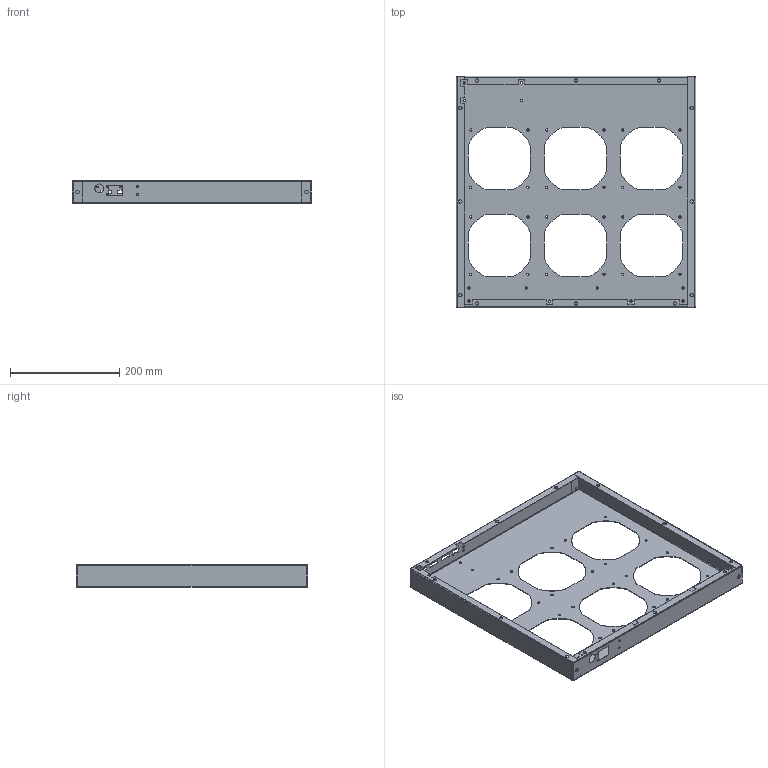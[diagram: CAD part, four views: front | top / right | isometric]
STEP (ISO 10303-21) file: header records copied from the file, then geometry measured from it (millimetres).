
FILE_DESCRIPTION(('STEP AP242'), '1');
FILE_NAME('扻豵鵨', '', ('UNSPECIFIED'), ('UNSPECIFIED'), 'C3D Converter', 'C3D Toolkit', '');
FILE_SCHEMA(('AP242_MANAGED_MODEL_BASED_3D_ENGINEERING_MIM_LF { 1 0 10303 442 1 1 4 }'));
Length unit declared in the file: millimetre
Products named in the file (1): ЕКВМ.745535.015
Bounding box: 440 x 425 x 41.5 mm (x, y, z)
Volume: 208549.5 mm3; surface area: 423139.7 mm2
Topology: 1 solids, 1 shells, 1278 faces, 3615 edges, 2372 vertices
Faces by surface type: plane 767, cylinder 511
Full cylindrical faces by diameter (mm): 3.3 x8, 3.5 x4, 4.2 x36, 5.5 x1, 6.1 x12, 7.1 x4, 16.5 x1
Entity records: 51623 total; most frequent: CARTESIAN_POINT 7200, DIRECTION 7129, ORIENTED_EDGE 7098, EDGE_CURVE 3549, LINE 2527, VECTOR 2527, VERTEX_POINT 2372, AXIS2_PLACEMENT_3D 2301
